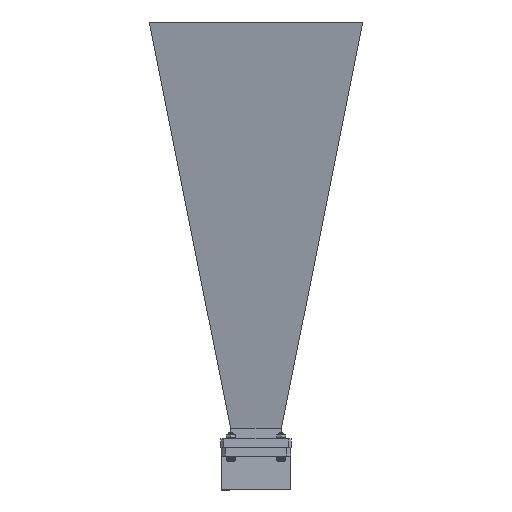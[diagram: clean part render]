
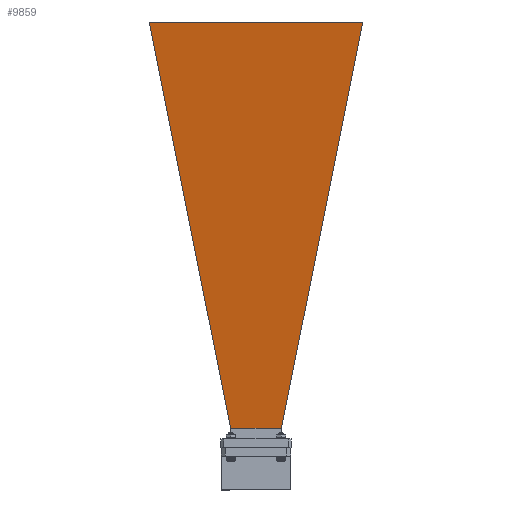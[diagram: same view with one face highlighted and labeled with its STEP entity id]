
A CAD part, front view. The second image highlights one B-rep face of the part: STEP entity #9859.
In plain terms, the highlighted face is planar.
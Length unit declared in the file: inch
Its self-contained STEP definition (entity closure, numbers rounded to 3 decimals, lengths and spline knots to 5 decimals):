
#746 = VECTOR ( 'NONE', #11937, 39.37008 ) ;
#1054 = AXIS2_PLACEMENT_3D ( 'NONE', #4059, #12555, #7296 ) ;
#1185 = EDGE_CURVE ( 'NONE', #10409, #13154, #8743, .T. ) ;
#1444 = VECTOR ( 'NONE', #13500, 39.37008 ) ;
#1575 = DIRECTION ( 'NONE',  ( -0.159, -0.194, 0.968 ) ) ;
#1597 = VERTEX_POINT ( 'NONE', #12050 ) ;
#1784 = LINE ( 'NONE', #4987, #1444 ) ;
#2407 = EDGE_CURVE ( 'NONE', #1597, #10409, #1784, .T. ) ;
#3658 = VECTOR ( 'NONE', #1575, 39.37008 ) ;
#3703 = CARTESIAN_POINT ( 'NONE',  ( -0.36661, 0., 1.95887 ) ) ;
#3925 = FACE_OUTER_BOUND ( 'NONE', #6669, .T. ) ;
#4059 = CARTESIAN_POINT ( 'NONE',  ( -1.25846, 0., 7.39111 ) ) ;
#4193 = PLANE ( 'NONE',  #1054 ) ;
#4476 = CARTESIAN_POINT ( 'NONE',  ( -0.36661, -0.67953, 1.95887 ) ) ;
#4715 = CARTESIAN_POINT ( 'NONE',  ( -0.36661, -0.67953, 1.95887 ) ) ;
#4716 = LINE ( 'NONE', #6635, #10445 ) ;
#4987 = CARTESIAN_POINT ( 'NONE',  ( -2.15501, 2.86377, 12.85198 ) ) ;
#5610 = DIRECTION ( 'NONE',  ( 0., 1., 0. ) ) ;
#6129 = CARTESIAN_POINT ( 'NONE',  ( -2.15501, -2.86377, 12.85198 ) ) ;
#6471 = EDGE_CURVE ( 'NONE', #13517, #1597, #4716, .T. ) ;
#6635 = CARTESIAN_POINT ( 'NONE',  ( -2.15501, 0., 12.85198 ) ) ;
#6669 = EDGE_LOOP ( 'NONE', ( #9316, #12387, #10378, #11679 ) ) ;
#7296 = DIRECTION ( 'NONE',  ( -0.162, 0., 0.987 ) ) ;
#8743 = LINE ( 'NONE', #3703, #746 ) ;
#8865 = LINE ( 'NONE', #4715, #3658 ) ;
#9316 = ORIENTED_EDGE ( 'NONE', *, *, #12321, .T. ) ;
#9859 = ADVANCED_FACE ( 'NONE', ( #3925 ), #4193, .T. ) ;
#10378 = ORIENTED_EDGE ( 'NONE', *, *, #2407, .T. ) ;
#10409 = VERTEX_POINT ( 'NONE', #13503 ) ;
#10445 = VECTOR ( 'NONE', #5610, 39.37008 ) ;
#11679 = ORIENTED_EDGE ( 'NONE', *, *, #1185, .T. ) ;
#11937 = DIRECTION ( 'NONE',  ( 0., -1., 0. ) ) ;
#12050 = CARTESIAN_POINT ( 'NONE',  ( -2.15501, 2.86377, 12.85198 ) ) ;
#12321 = EDGE_CURVE ( 'NONE', #13154, #13517, #8865, .T. ) ;
#12387 = ORIENTED_EDGE ( 'NONE', *, *, #6471, .T. ) ;
#12555 = DIRECTION ( 'NONE',  ( -0.987, 0., -0.162 ) ) ;
#13154 = VERTEX_POINT ( 'NONE', #4476 ) ;
#13500 = DIRECTION ( 'NONE',  ( 0.159, -0.194, -0.968 ) ) ;
#13503 = CARTESIAN_POINT ( 'NONE',  ( -0.36661, 0.67953, 1.95887 ) ) ;
#13517 = VERTEX_POINT ( 'NONE', #6129 ) ;
